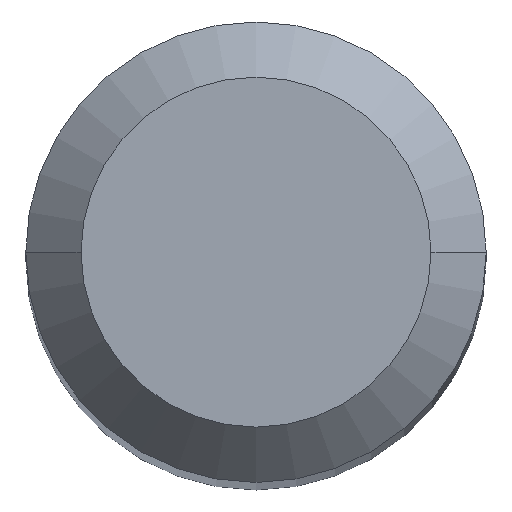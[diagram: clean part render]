
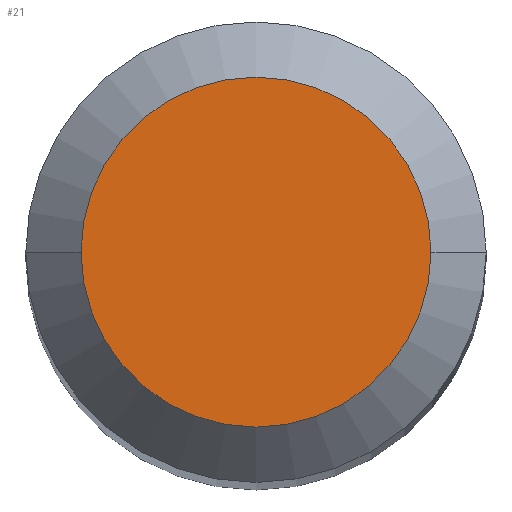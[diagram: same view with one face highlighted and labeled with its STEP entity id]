
A CAD part, top view. The second image highlights one B-rep face of the part: STEP entity #21.
In plain terms, the highlighted planar face has unit normal (0, 0, 1).
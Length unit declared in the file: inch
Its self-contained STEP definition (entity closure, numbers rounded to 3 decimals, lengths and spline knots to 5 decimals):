
#1 = ORIENTED_EDGE ( 'NONE', *, *, #87, .T. ) ;
#11 = PLANE ( 'NONE',  #133 ) ;
#21 = ADVANCED_FACE ( 'NONE', ( #237 ), #11, .T. ) ;
#34 = CARTESIAN_POINT ( 'NONE',  ( 0., 0., 1.5 ) ) ;
#59 = VERTEX_POINT ( 'NONE', #169 ) ;
#67 = AXIS2_PLACEMENT_3D ( 'NONE', #260, #151, #236 ) ;
#74 = DIRECTION ( 'NONE',  ( 1., 0., 0. ) ) ;
#87 = EDGE_CURVE ( 'NONE', #270, #59, #158, .T. ) ;
#91 = EDGE_CURVE ( 'NONE', #59, #270, #184, .T. ) ;
#126 = AXIS2_PLACEMENT_3D ( 'NONE', #279, #190, #74 ) ;
#133 = AXIS2_PLACEMENT_3D ( 'NONE', #34, #210, #241 ) ;
#151 = DIRECTION ( 'NONE',  ( 0., 0., 1. ) ) ;
#157 = EDGE_LOOP ( 'NONE', ( #1, #172 ) ) ;
#158 = CIRCLE ( 'NONE', #126, 0.0475 ) ;
#169 = CARTESIAN_POINT ( 'NONE',  ( 0.0475, 0., 1.5 ) ) ;
#172 = ORIENTED_EDGE ( 'NONE', *, *, #91, .T. ) ;
#184 = CIRCLE ( 'NONE', #67, 0.0475 ) ;
#185 = CARTESIAN_POINT ( 'NONE',  ( -0.0475, 0., 1.5 ) ) ;
#190 = DIRECTION ( 'NONE',  ( 0., 0., 1. ) ) ;
#210 = DIRECTION ( 'NONE',  ( 0., 0., 1. ) ) ;
#236 = DIRECTION ( 'NONE',  ( 1., 0., 0. ) ) ;
#237 = FACE_OUTER_BOUND ( 'NONE', #157, .T. ) ;
#241 = DIRECTION ( 'NONE',  ( 1., 0., 0. ) ) ;
#260 = CARTESIAN_POINT ( 'NONE',  ( 0., 0., 1.5 ) ) ;
#270 = VERTEX_POINT ( 'NONE', #185 ) ;
#279 = CARTESIAN_POINT ( 'NONE',  ( 0., 0., 1.5 ) ) ;
